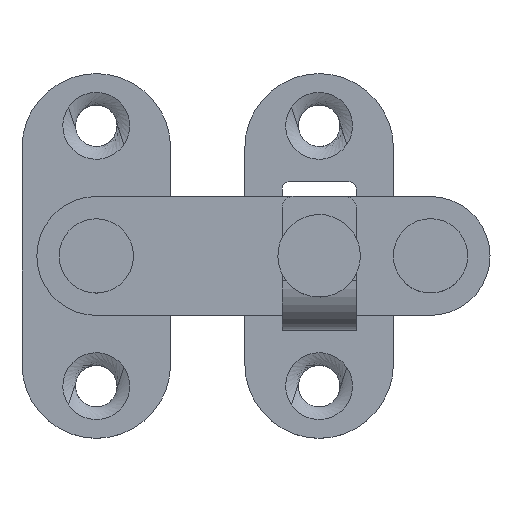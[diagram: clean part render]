
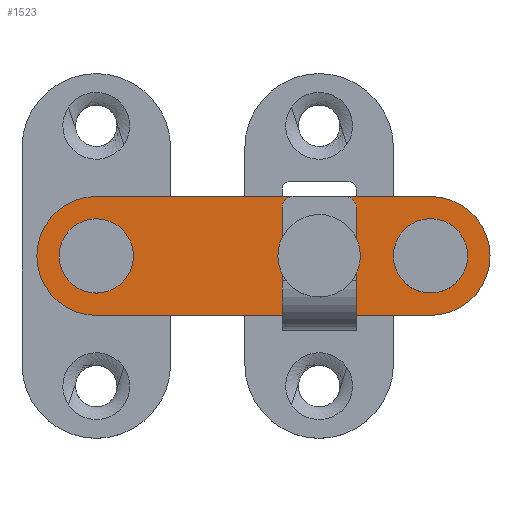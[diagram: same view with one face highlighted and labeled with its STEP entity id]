
A CAD part, top view. The second image highlights one B-rep face of the part: STEP entity #1523.
In plain terms, the highlighted planar face has unit normal (0, 0, 1).
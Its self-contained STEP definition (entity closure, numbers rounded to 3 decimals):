
#22 = AXIS2_PLACEMENT_3D ( 'NONE', #71, #922, #1115 ) ;
#25 = CARTESIAN_POINT ( 'NONE',  ( -25.75, 0., 1.8 ) ) ;
#52 = ORIENTED_EDGE ( 'NONE', *, *, #2367, .F. ) ;
#54 = CIRCLE ( 'NONE', #2117, 3.25 ) ;
#71 = CARTESIAN_POINT ( 'NONE',  ( -22.5, 0., 1.8 ) ) ;
#80 = VECTOR ( 'NONE', #2819, 1000. ) ;
#117 = EDGE_CURVE ( 'NONE', #1225, #2747, #1171, .T. ) ;
#161 = DIRECTION ( 'NONE',  ( 0., 0., 1. ) ) ;
#217 = ORIENTED_EDGE ( 'NONE', *, *, #1235, .F. ) ;
#223 = EDGE_LOOP ( 'NONE', ( #2596, #231, #251, #2659, #2760 ) ) ;
#231 = ORIENTED_EDGE ( 'NONE', *, *, #2077, .T. ) ;
#251 = ORIENTED_EDGE ( 'NONE', *, *, #1054, .T. ) ;
#255 = EDGE_CURVE ( 'NONE', #2622, #1215, #54, .T. ) ;
#294 = CARTESIAN_POINT ( 'NONE',  ( -22.5, 0., 1.8 ) ) ;
#314 = CARTESIAN_POINT ( 'NONE',  ( 22.5, 8., 1.8 ) ) ;
#573 = AXIS2_PLACEMENT_3D ( 'NONE', #731, #934, #1584 ) ;
#580 = CARTESIAN_POINT ( 'NONE',  ( -22.5, 0., 1.8 ) ) ;
#621 = CIRCLE ( 'NONE', #2277, 3.5 ) ;
#627 = CIRCLE ( 'NONE', #22, 3.25 ) ;
#630 = EDGE_CURVE ( 'NONE', #2728, #1946, #621, .T. ) ;
#642 = AXIS2_PLACEMENT_3D ( 'NONE', #580, #161, #2264 ) ;
#682 = DIRECTION ( 'NONE',  ( 0., 0., 1. ) ) ;
#731 = CARTESIAN_POINT ( 'NONE',  ( -22.5, 0., 1.8 ) ) ;
#817 = AXIS2_PLACEMENT_3D ( 'NONE', #2562, #1203, #1882 ) ;
#884 = DIRECTION ( 'NONE',  ( 0., 0., 1. ) ) ;
#922 = DIRECTION ( 'NONE',  ( 0., 0., 1. ) ) ;
#934 = DIRECTION ( 'NONE',  ( 0., 0., 1. ) ) ;
#1054 = EDGE_CURVE ( 'NONE', #2637, #2306, #2817, .T. ) ;
#1115 = DIRECTION ( 'NONE',  ( 1., 0., 0. ) ) ;
#1171 = CIRCLE ( 'NONE', #573, 8. ) ;
#1203 = DIRECTION ( 'NONE',  ( 0., 0., 1. ) ) ;
#1215 = VERTEX_POINT ( 'NONE', #25 ) ;
#1225 = VERTEX_POINT ( 'NONE', #2486 ) ;
#1235 = EDGE_CURVE ( 'NONE', #1215, #2622, #627, .T. ) ;
#1357 = VECTOR ( 'NONE', #2167, 1000. ) ;
#1411 = LINE ( 'NONE', #2392, #80 ) ;
#1490 = CARTESIAN_POINT ( 'NONE',  ( 19., 0., 1.8 ) ) ;
#1523 = ADVANCED_FACE ( 'NONE', ( #1719, #1552, #1567 ), #2466, .T. ) ;
#1552 = FACE_BOUND ( 'NONE', #2552, .T. ) ;
#1567 = FACE_OUTER_BOUND ( 'NONE', #223, .T. ) ;
#1577 = DIRECTION ( 'NONE',  ( 1., 0., 0. ) ) ;
#1583 = DIRECTION ( 'NONE',  ( 1., 0., 0. ) ) ;
#1584 = DIRECTION ( 'NONE',  ( 1., 0., 0. ) ) ;
#1601 = EDGE_CURVE ( 'NONE', #2306, #2327, #2106, .T. ) ;
#1696 = CARTESIAN_POINT ( 'NONE',  ( -22.5, -8., 1.8 ) ) ;
#1707 = CARTESIAN_POINT ( 'NONE',  ( -22.5, -8., 1.8 ) ) ;
#1712 = AXIS2_PLACEMENT_3D ( 'NONE', #294, #682, #1577 ) ;
#1719 = FACE_BOUND ( 'NONE', #1937, .T. ) ;
#1770 = DIRECTION ( 'NONE',  ( 1., 0., 0. ) ) ;
#1826 = CARTESIAN_POINT ( 'NONE',  ( 26., 0., 1.8 ) ) ;
#1850 = CARTESIAN_POINT ( 'NONE',  ( 22.5, 0., 1.8 ) ) ;
#1882 = DIRECTION ( 'NONE',  ( 1., 0., 0. ) ) ;
#1890 = ORIENTED_EDGE ( 'NONE', *, *, #630, .F. ) ;
#1895 = CIRCLE ( 'NONE', #817, 3.5 ) ;
#1937 = EDGE_LOOP ( 'NONE', ( #2061, #217 ) ) ;
#1946 = VERTEX_POINT ( 'NONE', #1490 ) ;
#1997 = CARTESIAN_POINT ( 'NONE',  ( 22.5, 0., 1.8 ) ) ;
#1999 = CIRCLE ( 'NONE', #1712, 8. ) ;
#2061 = ORIENTED_EDGE ( 'NONE', *, *, #255, .F. ) ;
#2077 = EDGE_CURVE ( 'NONE', #2747, #2637, #1999, .T. ) ;
#2106 = CIRCLE ( 'NONE', #2630, 8. ) ;
#2117 = AXIS2_PLACEMENT_3D ( 'NONE', #2655, #2211, #1770 ) ;
#2130 = EDGE_CURVE ( 'NONE', #2327, #1225, #1411, .T. ) ;
#2167 = DIRECTION ( 'NONE',  ( 1., 0., 0. ) ) ;
#2211 = DIRECTION ( 'NONE',  ( 0., 0., 1. ) ) ;
#2264 = DIRECTION ( 'NONE',  ( 1., 0., 0. ) ) ;
#2277 = AXIS2_PLACEMENT_3D ( 'NONE', #1997, #884, #2421 ) ;
#2306 = VERTEX_POINT ( 'NONE', #2353 ) ;
#2327 = VERTEX_POINT ( 'NONE', #314 ) ;
#2353 = CARTESIAN_POINT ( 'NONE',  ( 22.5, -8., 1.8 ) ) ;
#2367 = EDGE_CURVE ( 'NONE', #1946, #2728, #1895, .T. ) ;
#2392 = CARTESIAN_POINT ( 'NONE',  ( -22.5, 8., 1.8 ) ) ;
#2410 = CARTESIAN_POINT ( 'NONE',  ( -30.5, 0., 1.8 ) ) ;
#2421 = DIRECTION ( 'NONE',  ( 1., 0., 0. ) ) ;
#2466 = PLANE ( 'NONE',  #642 ) ;
#2486 = CARTESIAN_POINT ( 'NONE',  ( -22.5, 8., 1.8 ) ) ;
#2511 = DIRECTION ( 'NONE',  ( 0., 0., 1. ) ) ;
#2552 = EDGE_LOOP ( 'NONE', ( #52, #1890 ) ) ;
#2562 = CARTESIAN_POINT ( 'NONE',  ( 22.5, 0., 1.8 ) ) ;
#2572 = CARTESIAN_POINT ( 'NONE',  ( -19.25, 0., 1.8 ) ) ;
#2596 = ORIENTED_EDGE ( 'NONE', *, *, #117, .T. ) ;
#2622 = VERTEX_POINT ( 'NONE', #2572 ) ;
#2630 = AXIS2_PLACEMENT_3D ( 'NONE', #1850, #2511, #1583 ) ;
#2637 = VERTEX_POINT ( 'NONE', #1696 ) ;
#2655 = CARTESIAN_POINT ( 'NONE',  ( -22.5, 0., 1.8 ) ) ;
#2659 = ORIENTED_EDGE ( 'NONE', *, *, #1601, .T. ) ;
#2728 = VERTEX_POINT ( 'NONE', #1826 ) ;
#2747 = VERTEX_POINT ( 'NONE', #2410 ) ;
#2760 = ORIENTED_EDGE ( 'NONE', *, *, #2130, .T. ) ;
#2817 = LINE ( 'NONE', #1707, #1357 ) ;
#2819 = DIRECTION ( 'NONE',  ( -1., 0., 0. ) ) ;
